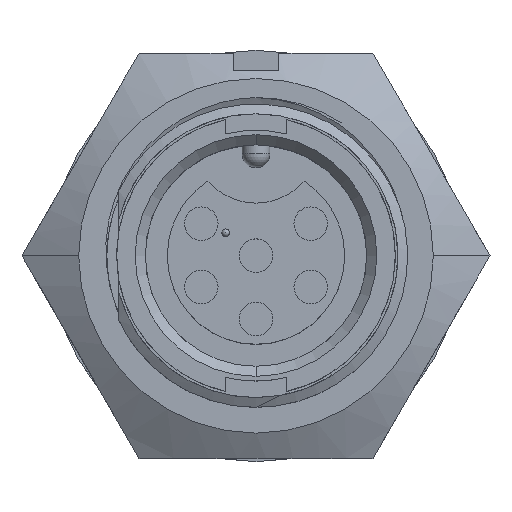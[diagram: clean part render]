
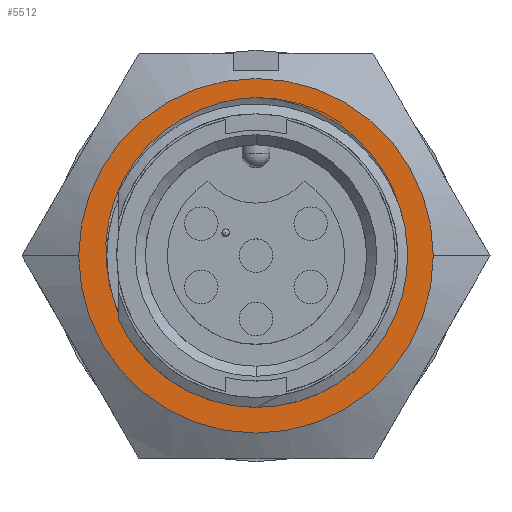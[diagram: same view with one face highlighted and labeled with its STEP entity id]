
A CAD part, top view. The second image highlights one B-rep face of the part: STEP entity #5512.
In plain terms, the highlighted planar face has unit normal (0, 0, 1).
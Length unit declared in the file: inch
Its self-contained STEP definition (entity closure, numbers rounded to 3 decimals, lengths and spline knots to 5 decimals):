
#209 = EDGE_LOOP ( 'NONE', ( #15249, #15279, #15250 ) ) ;
#229 = EDGE_LOOP ( 'NONE', ( #15267, #15236 ) ) ;
#776 = AXIS2_PLACEMENT_3D ( 'NONE', #6615, #6640, #6641 ) ;
#905 = DIRECTION ( 'NONE',  ( 1., 0., 0. ) ) ;
#906 = DIRECTION ( 'NONE',  ( 0., 0., 1. ) ) ;
#907 = CARTESIAN_POINT ( 'NONE',  ( 0., 0., -0.254 ) ) ;
#1553 = CARTESIAN_POINT ( 'NONE',  ( 0., 0., -0.254 ) ) ;
#1581 = DIRECTION ( 'NONE',  ( 0., 0., -1. ) ) ;
#1582 = DIRECTION ( 'NONE',  ( -1., 0., 0. ) ) ;
#1594 = PLANE ( 'NONE',  #2476 ) ;
#1616 = CARTESIAN_POINT ( 'NONE',  ( -0.23094, -0.4, -0.254 ) ) ;
#1617 = DIRECTION ( 'NONE',  ( 0., 0., -1. ) ) ;
#1618 = DIRECTION ( 'NONE',  ( -1., 0., 0. ) ) ;
#1651 = CARTESIAN_POINT ( 'NONE',  ( 0., 0.3125, -0.254 ) ) ;
#1661 = CARTESIAN_POINT ( 'NONE',  ( 0.01126, 0.31215, -0.254 ) ) ;
#1662 = CARTESIAN_POINT ( 'NONE',  ( 0.02246, 0.31119, -0.254 ) ) ;
#1663 = CARTESIAN_POINT ( 'NONE',  ( 0.04473, 0.30804, -0.254 ) ) ;
#1664 = CARTESIAN_POINT ( 'NONE',  ( 0.0558, 0.30585, -0.254 ) ) ;
#1665 = CARTESIAN_POINT ( 'NONE',  ( 0.08828, 0.29757, -0.254 ) ) ;
#1666 = CARTESIAN_POINT ( 'NONE',  ( 0.1092, 0.28976, -0.254 ) ) ;
#1667 = CARTESIAN_POINT ( 'NONE',  ( 0.14943, 0.26947, -0.254 ) ) ;
#1668 = CARTESIAN_POINT ( 'NONE',  ( 0.16807, 0.25734, -0.254 ) ) ;
#1669 = CARTESIAN_POINT ( 'NONE',  ( 0.20255, 0.22923, -0.254 ) ) ;
#1670 = CARTESIAN_POINT ( 'NONE',  ( 0.21849, 0.2131, -0.254 ) ) ;
#1671 = CARTESIAN_POINT ( 'NONE',  ( 0.24626, 0.1778, -0.254 ) ) ;
#1672 = CARTESIAN_POINT ( 'NONE',  ( 0.25816, 0.15857, -0.254 ) ) ;
#1673 = CARTESIAN_POINT ( 'NONE',  ( 0.27742, 0.11786, -0.254 ) ) ;
#1674 = CARTESIAN_POINT ( 'NONE',  ( 0.28463, 0.09675, -0.254 ) ) ;
#1675 = CARTESIAN_POINT ( 'NONE',  ( 0.2943, 0.05334, -0.254 ) ) ;
#1676 = CARTESIAN_POINT ( 'NONE',  ( 0.29673, 0.03074, -0.254 ) ) ;
#1677 = CARTESIAN_POINT ( 'NONE',  ( 0.29654, -0.01383, -0.254 ) ) ;
#1678 = CARTESIAN_POINT ( 'NONE',  ( 0.29395, -0.03594, -0.254 ) ) ;
#1679 = CARTESIAN_POINT ( 'NONE',  ( 0.28876, -0.05788, -0.254 ) ) ;
#2118 = EDGE_CURVE ( 'NONE', #15094, #15114, #5405, .T. ) ;
#2410 = AXIS2_PLACEMENT_3D ( 'NONE', #1553, #1581, #1582 ) ;
#2431 = FACE_BOUND ( 'NONE', #209, .T. ) ;
#2471 = FACE_OUTER_BOUND ( 'NONE', #229, .T. ) ;
#2476 = AXIS2_PLACEMENT_3D ( 'NONE', #1616, #1617, #1618 ) ;
#5405 = CIRCLE ( 'NONE', #13088, 0.2945 ) ;
#5503 = EDGE_CURVE ( 'NONE', #15075, #15124, #14986, .T. ) ;
#5512 = ADVANCED_FACE ( 'NONE', ( #2431, #2471 ), #1594, .F. ) ;
#5521 = EDGE_CURVE ( 'NONE', #15038, #15114, #8824, .T. ) ;
#5640 = EDGE_CURVE ( 'NONE', #15124, #15075, #14920, .T. ) ;
#5718 = EDGE_CURVE ( 'NONE', #15094, #15038, #8779, .T. ) ;
#6615 = CARTESIAN_POINT ( 'NONE',  ( 0., 0., -0.254 ) ) ;
#6640 = DIRECTION ( 'NONE',  ( 0., 0., -1. ) ) ;
#6641 = DIRECTION ( 'NONE',  ( -1., 0., 0. ) ) ;
#7481 = CARTESIAN_POINT ( 'NONE',  ( -0.28876, -0.05788, -0.254 ) ) ;
#7485 = CARTESIAN_POINT ( 'NONE',  ( -0.29136, -0.04691, -0.254 ) ) ;
#7486 = CARTESIAN_POINT ( 'NONE',  ( -0.29331, -0.03584, -0.254 ) ) ;
#7487 = CARTESIAN_POINT ( 'NONE',  ( -0.29594, -0.01351, -0.254 ) ) ;
#7488 = CARTESIAN_POINT ( 'NONE',  ( -0.2966, -0.00224, -0.254 ) ) ;
#7489 = CARTESIAN_POINT ( 'NONE',  ( -0.2967, 0.03127, -0.254 ) ) ;
#7490 = CARTESIAN_POINT ( 'NONE',  ( -0.2943, 0.05346, -0.254 ) ) ;
#7491 = CARTESIAN_POINT ( 'NONE',  ( -0.28445, 0.09743, -0.254 ) ) ;
#7492 = CARTESIAN_POINT ( 'NONE',  ( -0.27717, 0.11846, -0.254 ) ) ;
#7493 = CARTESIAN_POINT ( 'NONE',  ( -0.25809, 0.15867, -0.254 ) ) ;
#7494 = CARTESIAN_POINT ( 'NONE',  ( -0.24611, 0.178, -0.254 ) ) ;
#7495 = CARTESIAN_POINT ( 'NONE',  ( -0.21858, 0.21298, -0.254 ) ) ;
#7496 = CARTESIAN_POINT ( 'NONE',  ( -0.20298, 0.22885, -0.254 ) ) ;
#7497 = CARTESIAN_POINT ( 'NONE',  ( -0.16811, 0.25734, -0.254 ) ) ;
#7498 = CARTESIAN_POINT ( 'NONE',  ( -0.14941, 0.26946, -0.254 ) ) ;
#7499 = CARTESIAN_POINT ( 'NONE',  ( -0.10971, 0.28953, -0.254 ) ) ;
#7500 = CARTESIAN_POINT ( 'NONE',  ( -0.0885, 0.29751, -0.254 ) ) ;
#7501 = CARTESIAN_POINT ( 'NONE',  ( -0.04496, 0.30862, -0.254 ) ) ;
#7502 = CARTESIAN_POINT ( 'NONE',  ( -0.02252, 0.3118, -0.254 ) ) ;
#7503 = CARTESIAN_POINT ( 'NONE',  ( 0., 0.3125, -0.254 ) ) ;
#8357 = CARTESIAN_POINT ( 'NONE',  ( 0., 0.3125, -0.254 ) ) ;
#8394 = CARTESIAN_POINT ( 'NONE',  ( -0.35, 0., -0.254 ) ) ;
#8413 = CARTESIAN_POINT ( 'NONE',  ( -0.28876, -0.05788, -0.254 ) ) ;
#8433 = CARTESIAN_POINT ( 'NONE',  ( 0.28876, -0.05788, -0.254 ) ) ;
#8443 = CARTESIAN_POINT ( 'NONE',  ( 0.35, 0., -0.254 ) ) ;
#8779 = B_SPLINE_CURVE_WITH_KNOTS ( 'NONE', 3,
 ( #7481, #7485, #7486, #7487, #7488, #7489, #7490, #7491, #7492, #7493, #7494, #7495, #7496, #7497, #7498, #7499, #7500, #7501, #7502, #7503 ),
 .UNSPECIFIED., .F., .F.,
 ( 4, 2, 2, 2, 2, 2, 2, 2, 2, 4 ),
 ( 0., 0.00086, 0.00171, 0.00343, 0.00514, 0.00685, 0.00856, 0.01028, 0.01199, 0.0137 ),
 .UNSPECIFIED. ) ;
#8824 = B_SPLINE_CURVE_WITH_KNOTS ( 'NONE', 3,
 ( #1651, #1661, #1662, #1663, #1664, #1665, #1666, #1667, #1668, #1669, #1670, #1671, #1672, #1673, #1674, #1675, #1676, #1677, #1678, #1679 ),
 .UNSPECIFIED., .F., .F.,
 ( 4, 2, 2, 2, 2, 2, 2, 2, 2, 4 ),
 ( 0., 0.00086, 0.00171, 0.00343, 0.00514, 0.00685, 0.00856, 0.01028, 0.01199, 0.0137 ),
 .UNSPECIFIED. ) ;
#13088 = AXIS2_PLACEMENT_3D ( 'NONE', #907, #906, #905 ) ;
#14920 = CIRCLE ( 'NONE', #776, 0.35 ) ;
#14986 = CIRCLE ( 'NONE', #2410, 0.35 ) ;
#15038 = VERTEX_POINT ( 'NONE', #8357 ) ;
#15075 = VERTEX_POINT ( 'NONE', #8394 ) ;
#15094 = VERTEX_POINT ( 'NONE', #8413 ) ;
#15114 = VERTEX_POINT ( 'NONE', #8433 ) ;
#15124 = VERTEX_POINT ( 'NONE', #8443 ) ;
#15236 = ORIENTED_EDGE ( 'NONE', *, *, #5640, .F. ) ;
#15249 = ORIENTED_EDGE ( 'NONE', *, *, #5718, .T. ) ;
#15250 = ORIENTED_EDGE ( 'NONE', *, *, #2118, .F. ) ;
#15267 = ORIENTED_EDGE ( 'NONE', *, *, #5503, .F. ) ;
#15279 = ORIENTED_EDGE ( 'NONE', *, *, #5521, .T. ) ;
